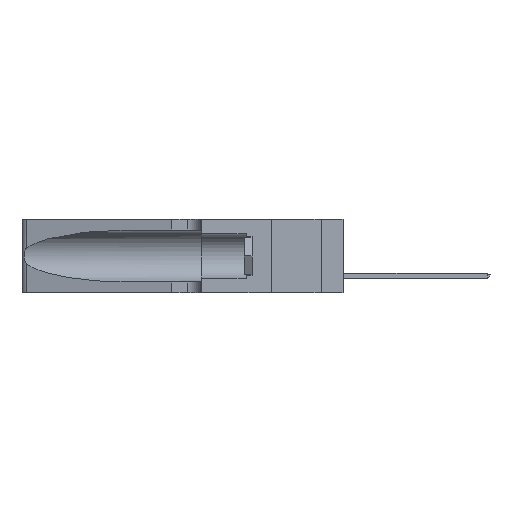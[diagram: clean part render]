
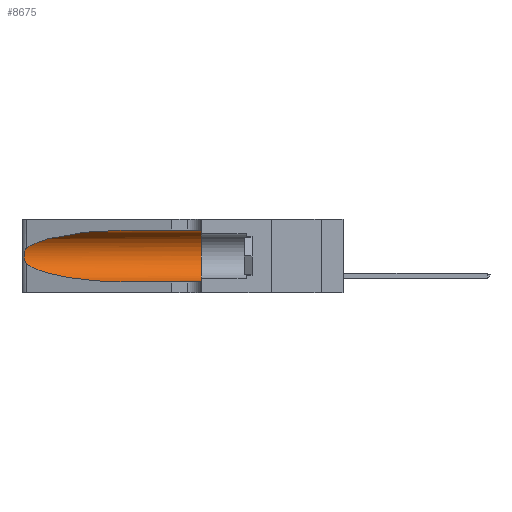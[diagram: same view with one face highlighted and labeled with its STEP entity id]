
A CAD part, left-side view. The second image highlights one B-rep face of the part: STEP entity #8675.
In plain terms, the highlighted cylindrical face has radius 3.308 mm (diameter 6.617 mm), a partial arc.
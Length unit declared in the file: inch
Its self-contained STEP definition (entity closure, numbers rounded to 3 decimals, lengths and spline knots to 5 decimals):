
#827 = CARTESIAN_POINT ( 'NONE',  ( 0.2373, 1.15595, 0.08982 ) ) ;
#1207 = CARTESIAN_POINT ( 'NONE',  ( 0.26075, 1.23896, 0.178 ) ) ;
#2003 = DIRECTION ( 'NONE',  ( 0., -1., 0. ) ) ;
#2259 = CYLINDRICAL_SURFACE ( 'NONE', #25100, 0.13025 ) ;
#3019 = AXIS2_PLACEMENT_3D ( 'NONE', #28704, #31857, #3873 ) ;
#3147 = VERTEX_POINT ( 'NONE', #22365 ) ;
#3253 = CARTESIAN_POINT ( 'NONE',  ( 0.25487, 1.22718, 0.22369 ) ) ;
#3873 = DIRECTION ( 'NONE',  ( 0., 0., 1. ) ) ;
#4378 = CARTESIAN_POINT ( 'NONE',  ( 0.26017, 1.23833, 0.17102 ) ) ;
#4943 = CARTESIAN_POINT ( 'NONE',  ( 0.25487, 1.22718, 0.14631 ) ) ;
#6767 = CARTESIAN_POINT ( 'NONE',  ( 0.1305, 0.72297, 0.31525 ) ) ;
#7143 = CARTESIAN_POINT ( 'NONE',  ( 0.18966, 0.96281, 0.05475 ) ) ;
#7156 = CARTESIAN_POINT ( 'NONE',  ( 0.1305, 0.72297, 0.05475 ) ) ;
#7491 = LINE ( 'NONE', #33566, #30460 ) ;
#7549 = EDGE_CURVE ( 'NONE', #39855, #37486, #23035, .T. ) ;
#8438 = VERTEX_POINT ( 'NONE', #7156 ) ;
#8675 = ADVANCED_FACE ( 'NONE', ( #36467 ), #2259, .F. ) ;
#10043 = EDGE_CURVE ( 'NONE', #8438, #11108, #7491, .T. ) ;
#10350 = LINE ( 'NONE', #39447, #13807 ) ;
#11108 = VERTEX_POINT ( 'NONE', #27715 ) ;
#11171 = CARTESIAN_POINT ( 'NONE',  ( 0.1305, 0.72297, 0.31525 ) ) ;
#11896 = EDGE_LOOP ( 'NONE', ( #13789, #16770, #22530, #40313, #40487, #18119 ) ) ;
#13455 = EDGE_CURVE ( 'NONE', #39855, #3147, #10350, .T. ) ;
#13789 = ORIENTED_EDGE ( 'NONE', *, *, #7549, .T. ) ;
#13807 = VECTOR ( 'NONE', #2003, 39.37008 ) ;
#14478 = EDGE_CURVE ( 'NONE', #33791, #8438, #14625, .T. ) ;
#14543 = CARTESIAN_POINT ( 'NONE',  ( 0.1305, 0.72297, 0.05475 ) ) ;
#14589 = CARTESIAN_POINT ( 'NONE',  ( 0.25639, 1.23186, 0.15144 ) ) ;
#14625 =( BOUNDED_CURVE ( )  B_SPLINE_CURVE ( 3, ( #31084, #827, #7143, #14543 ),
 .UNSPECIFIED., .F., .T. ) 
 B_SPLINE_CURVE_WITH_KNOTS ( ( 4, 4 ),
 ( 3.44316, 4.71239 ),
 .UNSPECIFIED. ) 
 CURVE ( )  GEOMETRIC_REPRESENTATION_ITEM ( )  RATIONAL_B_SPLINE_CURVE ( ( 1., 0.87, 0.87, 1. ) ) 
 REPRESENTATION_ITEM ( '' )  );
#14959 = DIRECTION ( 'NONE',  ( 0., -1., 0. ) ) ;
#16770 = ORIENTED_EDGE ( 'NONE', *, *, #20416, .T. ) ;
#17596 = B_SPLINE_CURVE_WITH_KNOTS ( 'NONE', 3,
 ( #27672, #18068, #26124, #33234, #37708, #38091, #19066, #1207, #4378, #39211, #23816, #14589, #20366, #4943 ),
 .UNSPECIFIED., .F., .F.,
 ( 4, 2, 2, 2, 2, 2, 4 ),
 ( 0., 0.00027, 0.00053, 0.00107, 0.0016, 0.00187, 0.00214 ),
 .UNSPECIFIED. ) ;
#18068 = CARTESIAN_POINT ( 'NONE',  ( 0.25555, 1.22994, 0.2215 ) ) ;
#18119 = ORIENTED_EDGE ( 'NONE', *, *, #13455, .F. ) ;
#19019 = CIRCLE ( 'NONE', #3019, 0.13025 ) ;
#19066 = CARTESIAN_POINT ( 'NONE',  ( 0.26075, 1.23896, 0.19203 ) ) ;
#20146 = CARTESIAN_POINT ( 'NONE',  ( 0.18966, 0.96281, 0.31525 ) ) ;
#20366 = CARTESIAN_POINT ( 'NONE',  ( 0.25555, 1.22993, 0.14849 ) ) ;
#20416 = EDGE_CURVE ( 'NONE', #37486, #33791, #17596, .T. ) ;
#21547 = DIRECTION ( 'NONE',  ( 0., 0., -1. ) ) ;
#22365 = CARTESIAN_POINT ( 'NONE',  ( 0.1305, 0.35, 0.31525 ) ) ;
#22530 = ORIENTED_EDGE ( 'NONE', *, *, #14478, .T. ) ;
#23035 =( BOUNDED_CURVE ( )  B_SPLINE_CURVE ( 3, ( #11171, #20146, #26689, #35824 ),
 .UNSPECIFIED., .F., .F. ) 
 B_SPLINE_CURVE_WITH_KNOTS ( ( 4, 4 ),
 ( 1.5708, 2.84003 ),
 .UNSPECIFIED. ) 
 CURVE ( )  GEOMETRIC_REPRESENTATION_ITEM ( )  RATIONAL_B_SPLINE_CURVE ( ( 1., 0.87, 0.87, 1. ) ) 
 REPRESENTATION_ITEM ( '' )  );
#23816 = CARTESIAN_POINT ( 'NONE',  ( 0.25789, 1.23486, 0.15765 ) ) ;
#25100 = AXIS2_PLACEMENT_3D ( 'NONE', #37089, #34377, #21547 ) ;
#26124 = CARTESIAN_POINT ( 'NONE',  ( 0.25639, 1.23184, 0.21858 ) ) ;
#26689 = CARTESIAN_POINT ( 'NONE',  ( 0.2373, 1.15595, 0.28018 ) ) ;
#27672 = CARTESIAN_POINT ( 'NONE',  ( 0.25487, 1.22718, 0.22369 ) ) ;
#27715 = CARTESIAN_POINT ( 'NONE',  ( 0.1305, 0.35, 0.05475 ) ) ;
#27855 = EDGE_CURVE ( 'NONE', #3147, #11108, #19019, .T. ) ;
#28704 = CARTESIAN_POINT ( 'NONE',  ( 0.1305, 0.35, 0.185 ) ) ;
#30460 = VECTOR ( 'NONE', #14959, 39.37008 ) ;
#31084 = CARTESIAN_POINT ( 'NONE',  ( 0.25487, 1.22718, 0.14631 ) ) ;
#31857 = DIRECTION ( 'NONE',  ( 0., 1., 0. ) ) ;
#33234 = CARTESIAN_POINT ( 'NONE',  ( 0.25787, 1.23484, 0.2124 ) ) ;
#33566 = CARTESIAN_POINT ( 'NONE',  ( 0.1305, 1.61858, 0.05475 ) ) ;
#33791 = VERTEX_POINT ( 'NONE', #33832 ) ;
#33832 = CARTESIAN_POINT ( 'NONE',  ( 0.25487, 1.22718, 0.14631 ) ) ;
#34377 = DIRECTION ( 'NONE',  ( 0., -1., 0. ) ) ;
#35824 = CARTESIAN_POINT ( 'NONE',  ( 0.25487, 1.22718, 0.22369 ) ) ;
#36467 = FACE_OUTER_BOUND ( 'NONE', #11896, .T. ) ;
#37089 = CARTESIAN_POINT ( 'NONE',  ( 0.1305, 1.61858, 0.185 ) ) ;
#37486 = VERTEX_POINT ( 'NONE', #3253 ) ;
#37708 = CARTESIAN_POINT ( 'NONE',  ( 0.25854, 1.2359, 0.20912 ) ) ;
#38091 = CARTESIAN_POINT ( 'NONE',  ( 0.26018, 1.23835, 0.19895 ) ) ;
#39211 = CARTESIAN_POINT ( 'NONE',  ( 0.25856, 1.23593, 0.16098 ) ) ;
#39447 = CARTESIAN_POINT ( 'NONE',  ( 0.1305, 1.61858, 0.31525 ) ) ;
#39855 = VERTEX_POINT ( 'NONE', #6767 ) ;
#40313 = ORIENTED_EDGE ( 'NONE', *, *, #10043, .T. ) ;
#40487 = ORIENTED_EDGE ( 'NONE', *, *, #27855, .F. ) ;
